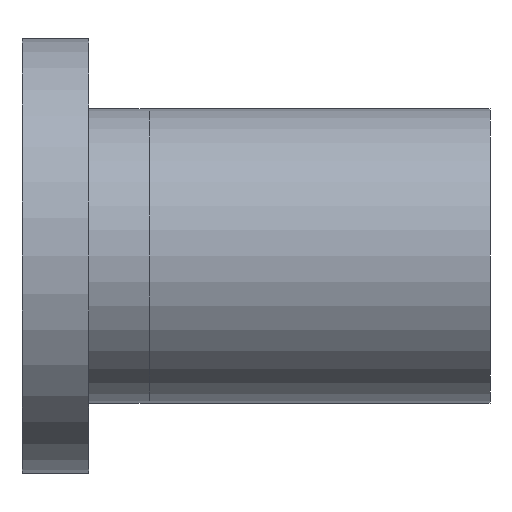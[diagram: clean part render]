
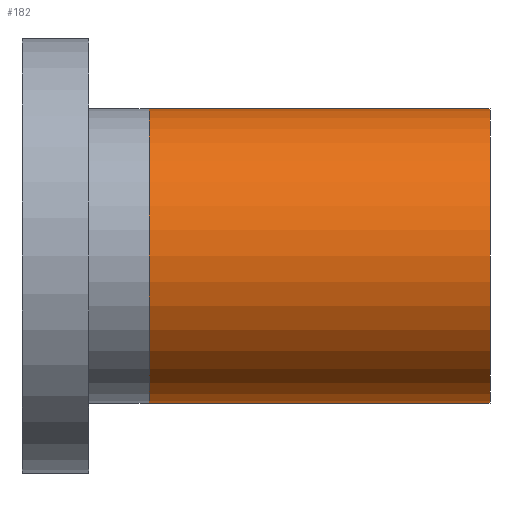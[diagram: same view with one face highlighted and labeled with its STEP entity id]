
A CAD part, front view. The second image highlights one B-rep face of the part: STEP entity #182.
In plain terms, the highlighted cylindrical face has radius 44 mm (diameter 88 mm), a partial arc.
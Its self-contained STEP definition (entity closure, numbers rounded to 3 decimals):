
#7 = DIRECTION ( 'NONE',  ( -1., 0., 0. ) ) ;
#16 = DIRECTION ( 'NONE',  ( 0., 0., 1. ) ) ;
#21 = FACE_OUTER_BOUND ( 'NONE', #671, .T. ) ;
#76 = CARTESIAN_POINT ( 'NONE',  ( 123.788, 0., -44. ) ) ;
#87 = AXIS2_PLACEMENT_3D ( 'NONE', #255, #7, #144 ) ;
#99 = DIRECTION ( 'NONE',  ( -1., 0., 0. ) ) ;
#144 = DIRECTION ( 'NONE',  ( 0., 0., 1. ) ) ;
#150 = ORIENTED_EDGE ( 'NONE', *, *, #621, .T. ) ;
#155 = EDGE_CURVE ( 'NONE', #612, #310, #246, .T. ) ;
#161 = VERTEX_POINT ( 'NONE', #76 ) ;
#164 = CARTESIAN_POINT ( 'NONE',  ( 123.788, 0., 0. ) ) ;
#182 = ADVANCED_FACE ( 'NONE', ( #21 ), #334, .T. ) ;
#218 = DIRECTION ( 'NONE',  ( 0., 0., 1. ) ) ;
#246 = CIRCLE ( 'NONE', #87, 44. ) ;
#255 = CARTESIAN_POINT ( 'NONE',  ( 21.788, 0., 0. ) ) ;
#261 = DIRECTION ( 'NONE',  ( -1., 0., 0. ) ) ;
#269 = CARTESIAN_POINT ( 'NONE',  ( 21.788, 0., -44. ) ) ;
#288 = ORIENTED_EDGE ( 'NONE', *, *, #155, .F. ) ;
#310 = VERTEX_POINT ( 'NONE', #644 ) ;
#334 = CYLINDRICAL_SURFACE ( 'NONE', #691, 44. ) ;
#344 = DIRECTION ( 'NONE',  ( -1., 0., 0. ) ) ;
#383 = LINE ( 'NONE', #578, #626 ) ;
#442 = AXIS2_PLACEMENT_3D ( 'NONE', #164, #344, #218 ) ;
#443 = CARTESIAN_POINT ( 'NONE',  ( 123.788, 0., 44. ) ) ;
#450 = CARTESIAN_POINT ( 'NONE',  ( -151.697, 0., 0. ) ) ;
#455 = CARTESIAN_POINT ( 'NONE',  ( -151.697, 0., -44. ) ) ;
#475 = LINE ( 'NONE', #455, #654 ) ;
#510 = EDGE_CURVE ( 'NONE', #161, #656, #733, .T. ) ;
#557 = ORIENTED_EDGE ( 'NONE', *, *, #510, .T. ) ;
#578 = CARTESIAN_POINT ( 'NONE',  ( -151.697, 0., 44. ) ) ;
#608 = EDGE_CURVE ( 'NONE', #161, #612, #475, .T. ) ;
#612 = VERTEX_POINT ( 'NONE', #269 ) ;
#621 = EDGE_CURVE ( 'NONE', #656, #310, #383, .T. ) ;
#623 = DIRECTION ( 'NONE',  ( -1., 0., 0. ) ) ;
#626 = VECTOR ( 'NONE', #623, 1000. ) ;
#644 = CARTESIAN_POINT ( 'NONE',  ( 21.788, 0., 44. ) ) ;
#654 = VECTOR ( 'NONE', #99, 1000. ) ;
#656 = VERTEX_POINT ( 'NONE', #443 ) ;
#671 = EDGE_LOOP ( 'NONE', ( #764, #557, #150, #288 ) ) ;
#691 = AXIS2_PLACEMENT_3D ( 'NONE', #450, #261, #16 ) ;
#733 = CIRCLE ( 'NONE', #442, 44. ) ;
#764 = ORIENTED_EDGE ( 'NONE', *, *, #608, .F. ) ;
